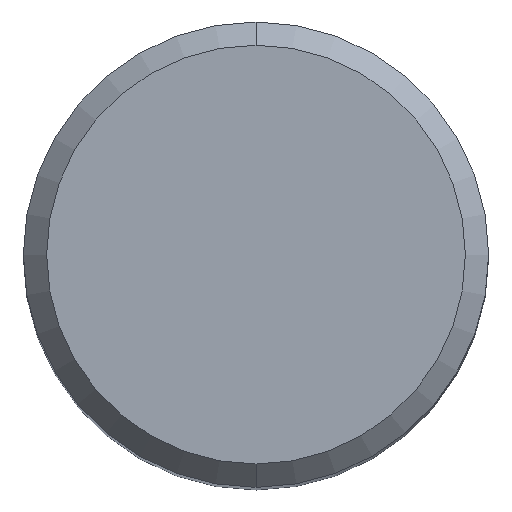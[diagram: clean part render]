
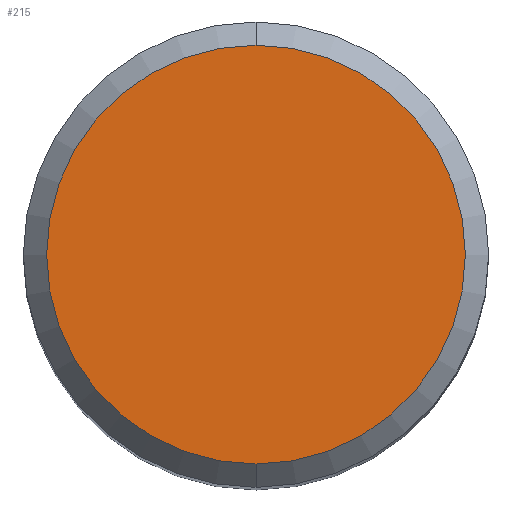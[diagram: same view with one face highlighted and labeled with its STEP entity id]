
A CAD part, top view. The second image highlights one B-rep face of the part: STEP entity #215.
In plain terms, the highlighted planar face has unit normal (0, 0, 1).
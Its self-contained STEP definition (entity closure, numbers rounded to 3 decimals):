
#215=ADVANCED_FACE('',(#518),#519,.T.);
#243=VERTEX_POINT('',#548);
#285=EDGE_CURVE('',#243,#317,#596,.T.);
#287=EDGE_CURVE('',#317,#243,#598,.T.);
#317=VERTEX_POINT('',#630);
#518=FACE_OUTER_BOUND('',#891,.T.);
#519=PLANE('',#892);
#548=CARTESIAN_POINT('',(0.0,5.4,0.0));
#596=CIRCLE('',#1063,5.4);
#598=CIRCLE('',#1066,5.4);
#630=CARTESIAN_POINT('',(0.,-5.4,0.0));
#891=EDGE_LOOP('',(#1520,#1521));
#892=AXIS2_PLACEMENT_3D('',#1522,#1523,#1524);
#1063=AXIS2_PLACEMENT_3D('',#1611,#1612,#1613);
#1066=AXIS2_PLACEMENT_3D('',#1614,#1615,#1616);
#1520=ORIENTED_EDGE('',*,*,#285,.F.);
#1521=ORIENTED_EDGE('',*,*,#287,.F.);
#1522=CARTESIAN_POINT('',(0.0,2.7,0.0));
#1523=DIRECTION('',(-0.0,0.0,1.0));
#1524=DIRECTION('',(0.0,-1.0,0.0));
#1611=CARTESIAN_POINT('',(0.0,0.0,0.0));
#1612=DIRECTION('',(0.0,0.0,-1.0));
#1613=DIRECTION('',(0.0,1.0,0.0));
#1614=CARTESIAN_POINT('',(0.0,0.0,0.0));
#1615=DIRECTION('',(0.0,0.0,-1.0));
#1616=DIRECTION('',(0.0,1.0,0.0));
